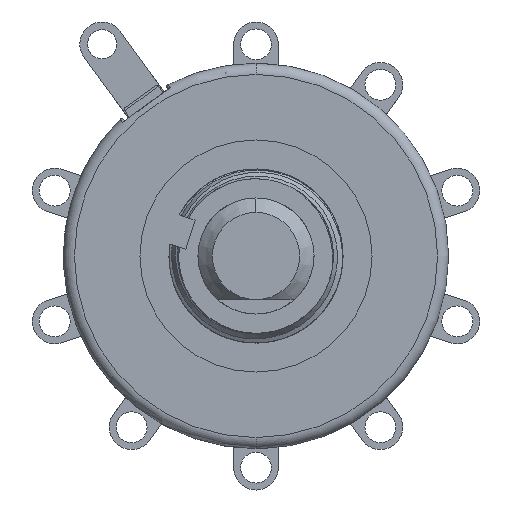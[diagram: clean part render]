
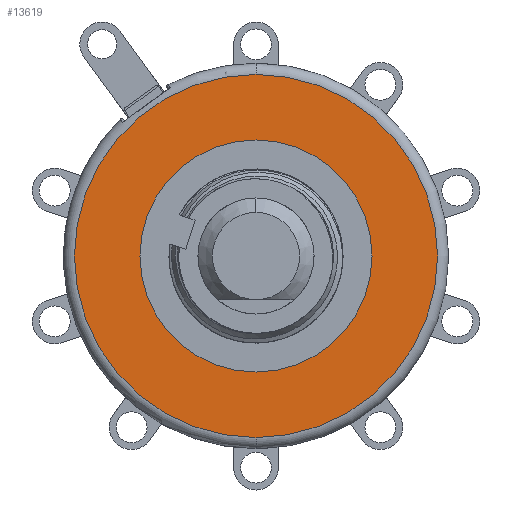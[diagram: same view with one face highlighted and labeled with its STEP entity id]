
A CAD part, left-side view. The second image highlights one B-rep face of the part: STEP entity #13619.
In plain terms, the highlighted planar face has unit normal (-1, 0, 0).
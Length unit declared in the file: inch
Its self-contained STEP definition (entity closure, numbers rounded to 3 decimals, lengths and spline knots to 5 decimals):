
#3539=CARTESIAN_POINT('',(0.,0.,0.));
#3540=DIRECTION('',(1.,0.,0.));
#3541=DIRECTION('',(0.,0.,-1.));
#3542=AXIS2_PLACEMENT_3D('',#3539,#3540,#3541);
#3544=CARTESIAN_POINT('',(0.,0.,0.));
#3545=DIRECTION('',(-1.,0.,0.));
#3546=DIRECTION('',(0.,0.,-1.));
#3547=AXIS2_PLACEMENT_3D('',#3544,#3545,#3546);
#3549=CARTESIAN_POINT('',(0.,0.,0.));
#3550=DIRECTION('',(-1.,0.,0.));
#3551=DIRECTION('',(0.,0.,-1.));
#3552=AXIS2_PLACEMENT_3D('',#3549,#3550,#3551);
#3558=CARTESIAN_POINT('',(0.,0.,0.));
#3559=DIRECTION('',(1.,0.,0.));
#3560=DIRECTION('',(0.,0.,-1.));
#3561=AXIS2_PLACEMENT_3D('',#3558,#3559,#3560);
#8486=CARTESIAN_POINT('',(0.,0.,-0.25));
#8488=VERTEX_POINT('',#8486);
#8494=CARTESIAN_POINT('',(0.,0.,0.25));
#8496=VERTEX_POINT('',#8494);
#9078=CARTESIAN_POINT('',(0.,0.,-0.39118));
#9080=VERTEX_POINT('',#9078);
#9082=CARTESIAN_POINT('',(0.,0.,0.39118));
#9084=VERTEX_POINT('',#9082);
#13604=CARTESIAN_POINT('',(0.,0.,0.));
#13605=DIRECTION('',(-1.,0.,0.));
#13606=DIRECTION('',(0.,0.,-1.));
#13607=AXIS2_PLACEMENT_3D('',#13604,#13605,#13606);
#13608=PLANE('',#13607);
#13609=ORIENTED_EDGE('',*,*,#13259,.T.);
#13610=ORIENTED_EDGE('',*,*,#13597,.F.);
#13611=EDGE_LOOP('',(#13609,#13610));
#13612=FACE_OUTER_BOUND('',#13611,.F.);
#13614=ORIENTED_EDGE('',*,*,#13613,.T.);
#13616=ORIENTED_EDGE('',*,*,#13615,.F.);
#13617=EDGE_LOOP('',(#13614,#13616));
#13618=FACE_BOUND('',#13617,.F.);
#13619=ADVANCED_FACE('',(#13612,#13618),#13608,.T.);
#3543=CIRCLE('',#3542,0.39118);
#3548=CIRCLE('',#3547,0.39118);
#3553=CIRCLE('',#3552,0.25);
#3562=CIRCLE('',#3561,0.25);
#13259=EDGE_CURVE('',#9080,#9084,#3543,.T.);
#13597=EDGE_CURVE('',#9080,#9084,#3548,.T.);
#13613=EDGE_CURVE('',#8488,#8496,#3553,.T.);
#13615=EDGE_CURVE('',#8488,#8496,#3562,.T.);
